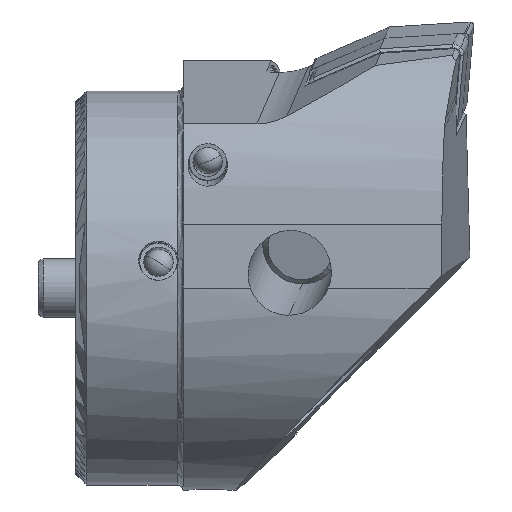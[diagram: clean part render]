
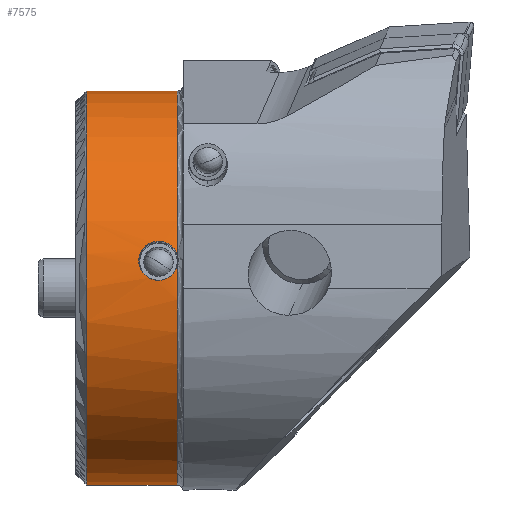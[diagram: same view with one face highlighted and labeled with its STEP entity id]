
A CAD part, front view. The second image highlights one B-rep face of the part: STEP entity #7575.
In plain terms, the highlighted cylindrical face has radius 20 mm (diameter 40 mm), a partial arc.
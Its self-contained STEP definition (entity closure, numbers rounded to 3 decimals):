
#133 = CARTESIAN_POINT ( 'NONE',  ( 6.202, -19.663, 3.658 ) ) ;
#287 = CARTESIAN_POINT ( 'NONE',  ( 7.476, -19.44, 4.699 ) ) ;
#354 = CARTESIAN_POINT ( 'NONE',  ( 7.48, -19.982, 0.853 ) ) ;
#375 = EDGE_CURVE ( 'NONE', #13558, #11006, #8494, .T. ) ;
#521 = VERTEX_POINT ( 'NONE', #4934 ) ;
#662 = EDGE_CURVE ( 'NONE', #5359, #13558, #17090, .T. ) ;
#680 = CARTESIAN_POINT ( 'NONE',  ( 8.816, -19.466, 4.592 ) ) ;
#977 = AXIS2_PLACEMENT_3D ( 'NONE', #17952, #16241, #9633 ) ;
#1810 = CARTESIAN_POINT ( 'NONE',  ( 6., -19.769, 3.042 ) ) ;
#1887 = CARTESIAN_POINT ( 'NONE',  ( 6.013, -19.841, 2.523 ) ) ;
#2212 = ORIENTED_EDGE ( 'NONE', *, *, #8223, .T. ) ;
#2360 = CARTESIAN_POINT ( 'NONE',  ( 9.002, -19.488, 4.5 ) ) ;
#2471 = LINE ( 'NONE', #11146, #20126 ) ;
#3248 = VERTEX_POINT ( 'NONE', #21482 ) ;
#3336 = DIRECTION ( 'NONE',  ( -1., 0., 0. ) ) ;
#3508 = CARTESIAN_POINT ( 'NONE',  ( 6.41, -19.599, 3.987 ) ) ;
#3586 = CARTESIAN_POINT ( 'NONE',  ( 6.678, -19.54, 4.267 ) ) ;
#3668 = CARTESIAN_POINT ( 'NONE',  ( 6.771, -19.965, 1.19 ) ) ;
#3793 = AXIS2_PLACEMENT_3D ( 'NONE', #17869, #8454, #10135 ) ;
#4686 = CARTESIAN_POINT ( 'NONE',  ( 8.104, -19.984, 0.789 ) ) ;
#4934 = CARTESIAN_POINT ( 'NONE',  ( 0.7, 0., 20. ) ) ;
#5141 = CARTESIAN_POINT ( 'NONE',  ( 6.41, -19.939, 1.57 ) ) ;
#5215 = CARTESIAN_POINT ( 'NONE',  ( 6.781, -19.521, 4.35 ) ) ;
#5297 = CARTESIAN_POINT ( 'NONE',  ( 7.112, -19.475, 4.552 ) ) ;
#5340 = DIRECTION ( 'NONE',  ( -1., 0., 0. ) ) ;
#5359 = VERTEX_POINT ( 'NONE', #6279 ) ;
#5742 = CARTESIAN_POINT ( 'NONE',  ( 9.9, -19.883, 2.164 ) ) ;
#5819 = CARTESIAN_POINT ( 'NONE',  ( 9.004, -19.973, 1.047 ) ) ;
#5866 = DIRECTION ( 'NONE',  ( -1., 0., 0. ) ) ;
#6279 = CARTESIAN_POINT ( 'NONE',  ( 8., -19.984, 0.789 ) ) ;
#6308 = CARTESIAN_POINT ( 'NONE',  ( 8., -19.984, 0.789 ) ) ;
#6786 = CARTESIAN_POINT ( 'NONE',  ( 9.9, -19.883, 2.164 ) ) ;
#7294 = VECTOR ( 'NONE', #5866, 1000. ) ;
#7575 = ADVANCED_FACE ( 'NONE', ( #9918 ), #13598, .T. ) ;
#7578 = CARTESIAN_POINT ( 'NONE',  ( 9.739, -19.921, 1.78 ) ) ;
#7946 = AXIS2_PLACEMENT_3D ( 'NONE', #20204, #5340, #15122 ) ;
#8223 = EDGE_CURVE ( 'NONE', #19022, #521, #12835, .T. ) ;
#8257 = EDGE_LOOP ( 'NONE', ( #17217, #14073, #20579, #16734, #12334, #12451, #2212, #16101 ) ) ;
#8426 = VERTEX_POINT ( 'NONE', #6786 ) ;
#8454 = DIRECTION ( 'NONE',  ( -1., 0., 0. ) ) ;
#8494 = B_SPLINE_CURVE_WITH_KNOTS ( 'NONE', 3,
 ( #12621, #17751, #21145, #680, #2360, #8697, #11690, #10520 ),
 .UNSPECIFIED., .F., .F.,
 ( 4, 2, 2, 4 ),
 ( 0.009, 0.009, 0.01, 0.011 ),
 .UNSPECIFIED. ) ;
#8610 = CARTESIAN_POINT ( 'NONE',  ( 7.736, -19.428, 4.75 ) ) ;
#8686 = CARTESIAN_POINT ( 'NONE',  ( 8., -19.428, 4.75 ) ) ;
#8697 = CARTESIAN_POINT ( 'NONE',  ( 9.512, -19.569, 4.139 ) ) ;
#9267 = CARTESIAN_POINT ( 'NONE',  ( 9.491, -19.949, 1.441 ) ) ;
#9276 = EDGE_CURVE ( 'NONE', #8426, #5359, #21654, .T. ) ;
#9617 = CARTESIAN_POINT ( 'NONE',  ( 8.208, -19.984, 0.797 ) ) ;
#9633 = DIRECTION ( 'NONE',  ( 0., 0., 1. ) ) ;
#9814 = EDGE_CURVE ( 'NONE', #14919, #3248, #2471, .T. ) ;
#9918 = FACE_OUTER_BOUND ( 'NONE', #8257, .T. ) ;
#10135 = DIRECTION ( 'NONE',  ( 0., 0., 1. ) ) ;
#10193 = CARTESIAN_POINT ( 'NONE',  ( 0.7, 0., 0. ) ) ;
#10218 = CARTESIAN_POINT ( 'NONE',  ( 6.202, -19.91, 1.904 ) ) ;
#10299 = CARTESIAN_POINT ( 'NONE',  ( 6.265, -19.92, 1.787 ) ) ;
#10443 = CARTESIAN_POINT ( 'NONE',  ( 6.265, -19.641, 3.773 ) ) ;
#10520 = CARTESIAN_POINT ( 'NONE',  ( 9.9, -19.709, 3.401 ) ) ;
#10746 = CARTESIAN_POINT ( 'NONE',  ( 8.816, -19.977, 0.952 ) ) ;
#11006 = VERTEX_POINT ( 'NONE', #18784 ) ;
#11146 = CARTESIAN_POINT ( 'NONE',  ( -47.022, 0., -20. ) ) ;
#11690 = CARTESIAN_POINT ( 'NONE',  ( 9.768, -19.641, 3.795 ) ) ;
#11915 = CARTESIAN_POINT ( 'NONE',  ( 8., -19.984, 0.789 ) ) ;
#11991 = EDGE_CURVE ( 'NONE', #11006, #19022, #17174, .T. ) ;
#12060 = CARTESIAN_POINT ( 'NONE',  ( 6.992, -19.973, 1.043 ) ) ;
#12304 = AXIS2_PLACEMENT_3D ( 'NONE', #10193, #3336, #18747 ) ;
#12334 = ORIENTED_EDGE ( 'NONE', *, *, #375, .T. ) ;
#12451 = ORIENTED_EDGE ( 'NONE', *, *, #11991, .T. ) ;
#12621 = CARTESIAN_POINT ( 'NONE',  ( 8., -19.428, 4.75 ) ) ;
#12835 = LINE ( 'NONE', #14267, #7294 ) ;
#13331 = CIRCLE ( 'NONE', #12304, 20. ) ;
#13558 = VERTEX_POINT ( 'NONE', #8686 ) ;
#13598 = CYLINDRICAL_SURFACE ( 'NONE', #3793, 20. ) ;
#13607 = CARTESIAN_POINT ( 'NONE',  ( 6.102, -19.885, 2.144 ) ) ;
#13679 = CARTESIAN_POINT ( 'NONE',  ( 7.356, -19.98, 0.891 ) ) ;
#13751 = CARTESIAN_POINT ( 'NONE',  ( 7.869, -19.984, 0.789 ) ) ;
#13830 = CARTESIAN_POINT ( 'NONE',  ( 6.492, -19.946, 1.47 ) ) ;
#14073 = ORIENTED_EDGE ( 'NONE', *, *, #18095, .T. ) ;
#14267 = CARTESIAN_POINT ( 'NONE',  ( -47.022, 0., 20. ) ) ;
#14919 = VERTEX_POINT ( 'NONE', #18702 ) ;
#15122 = DIRECTION ( 'NONE',  ( 0., 0., 1. ) ) ;
#15299 = CARTESIAN_POINT ( 'NONE',  ( 6.493, -19.578, 4.086 ) ) ;
#15365 = CARTESIAN_POINT ( 'NONE',  ( 6.998, -19.489, 4.492 ) ) ;
#15437 = CARTESIAN_POINT ( 'NONE',  ( 6.064, -19.871, 2.268 ) ) ;
#15785 = CIRCLE ( 'NONE', #977, 20. ) ;
#15894 = CARTESIAN_POINT ( 'NONE',  ( 9.834, -19.904, 1.964 ) ) ;
#16001 = CARTESIAN_POINT ( 'NONE',  ( 9.9, 0., 20. ) ) ;
#16101 = ORIENTED_EDGE ( 'NONE', *, *, #20656, .F. ) ;
#16241 = DIRECTION ( 'NONE',  ( -1., 0., 0. ) ) ;
#16734 = ORIENTED_EDGE ( 'NONE', *, *, #662, .T. ) ;
#16893 = CARTESIAN_POINT ( 'NONE',  ( 6.053, -19.727, 3.302 ) ) ;
#17046 = CARTESIAN_POINT ( 'NONE',  ( 8., -19.428, 4.75 ) ) ;
#17090 = B_SPLINE_CURVE_WITH_KNOTS ( 'NONE', 3,
 ( #11915, #13751, #20525, #354, #13679, #12060, #3668, #13830, #5141, #10299, #10218, #13607, #15437, #1887, #20377, #1810, #16893, #133, #10443, #3508, #15299, #3586, #5215, #15365, #5297, #287, #8610, #17046 ),
 .UNSPECIFIED., .F., .F.,
 ( 4, 2, 2, 2, 2, 2, 2, 2, 2, 2, 2, 2, 2, 4 ),
 ( 0.002, 0.003, 0.003, 0.004, 0.004, 0.005, 0.005, 0.006, 0.006, 0.007, 0.007, 0.008, 0.008, 0.009 ),
 .UNSPECIFIED. ) ;
#17174 = CIRCLE ( 'NONE', #7946, 20. ) ;
#17217 = ORIENTED_EDGE ( 'NONE', *, *, #9814, .F. ) ;
#17500 = CARTESIAN_POINT ( 'NONE',  ( 8.518, -19.982, 0.855 ) ) ;
#17568 = CARTESIAN_POINT ( 'NONE',  ( 8.414, -19.983, 0.83 ) ) ;
#17751 = CARTESIAN_POINT ( 'NONE',  ( 8.21, -19.428, 4.75 ) ) ;
#17869 = CARTESIAN_POINT ( 'NONE',  ( -47.022, 0., 0. ) ) ;
#17952 = CARTESIAN_POINT ( 'NONE',  ( 9.9, 0., 0. ) ) ;
#17976 = DIRECTION ( 'NONE',  ( -1., 0., 0. ) ) ;
#18095 = EDGE_CURVE ( 'NONE', #14919, #8426, #15785, .T. ) ;
#18702 = CARTESIAN_POINT ( 'NONE',  ( 9.9, 0., -20. ) ) ;
#18747 = DIRECTION ( 'NONE',  ( 0., 0., 1. ) ) ;
#18784 = CARTESIAN_POINT ( 'NONE',  ( 9.9, -19.709, 3.401 ) ) ;
#19022 = VERTEX_POINT ( 'NONE', #16001 ) ;
#20126 = VECTOR ( 'NONE', #17976, 1000. ) ;
#20204 = CARTESIAN_POINT ( 'NONE',  ( 9.9, 0., 0. ) ) ;
#20377 = CARTESIAN_POINT ( 'NONE',  ( 6., -19.823, 2.655 ) ) ;
#20525 = CARTESIAN_POINT ( 'NONE',  ( 7.737, -19.984, 0.802 ) ) ;
#20579 = ORIENTED_EDGE ( 'NONE', *, *, #9276, .T. ) ;
#20656 = EDGE_CURVE ( 'NONE', #3248, #521, #13331, .T. ) ;
#21117 = CARTESIAN_POINT ( 'NONE',  ( 9.343, -19.959, 1.293 ) ) ;
#21145 = CARTESIAN_POINT ( 'NONE',  ( 8.416, -19.436, 4.718 ) ) ;
#21482 = CARTESIAN_POINT ( 'NONE',  ( 0.7, 0., -20. ) ) ;
#21654 = B_SPLINE_CURVE_WITH_KNOTS ( 'NONE', 3,
 ( #5742, #15894, #7578, #9267, #21117, #5819, #10746, #17500, #17568, #9617, #4686, #6308 ),
 .UNSPECIFIED., .F., .F.,
 ( 4, 2, 2, 2, 2, 4 ),
 ( 0., 0.001, 0.001, 0.002, 0.002, 0.002 ),
 .UNSPECIFIED. ) ;
